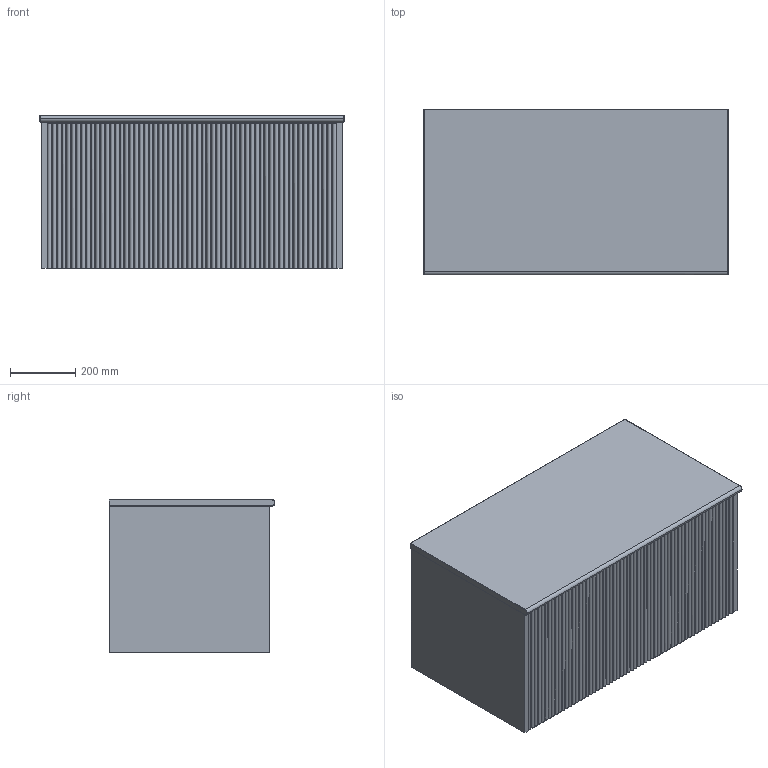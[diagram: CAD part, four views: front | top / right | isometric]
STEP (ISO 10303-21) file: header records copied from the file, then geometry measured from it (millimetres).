
FILE_DESCRIPTION(/* description */ (''),/* implementation_level */ '2;1');
FILE_NAME(/* name */ 'Kado Neue Fluted Square 900 (20MM)',/* time_stamp */ '2025-07-09T15:07:19+10:00',/* author */ (''),/* organization */ (''),/* preprocessor_version */ 'ST-DEVELOPER v16.5',/* originating_system */ '',/* authorisation */ '');
FILE_SCHEMA (('AUTOMOTIVE_DESIGN'));
Length unit declared in the file: millimetre
Products named in the file (11): Document; Kado Neue Fluted Square 900 (20MM); Kado Neue Fluted Square ALL2728; Kado Neue Fluted Square 90026; Kado Neue Fluted Panel 4432223; Kado Neue Fluted Panel 44321; Kado Neue Fluted Carcass 12001516; Kado Neue Fluted Filler2345678910111213; Kado Neue Fluted Square Benchtop (20MM) ALL25; Kado Neue Fluted Square 900 Benchtop (20MM)24; Kado Neue Fluted Square 900 Benchtop (20MM)
Assembly tree (12 placements, depth 6):
  Document
    Kado Neue Fluted Square 900 (20MM)
      Kado Neue Fluted Square ALL2728
        Kado Neue Fluted Square 90026
          Kado Neue Fluted Panel 4432223  x2
            Kado Neue Fluted Panel 44321
          Kado Neue Fluted Carcass 12001516
          Kado Neue Fluted Filler2345678910111213  x2
      Kado Neue Fluted Square Benchtop (20MM) ALL25
        Kado Neue Fluted Square 900 Benchtop (20MM)24
          Kado Neue Fluted Square 900 Benchtop (20MM)
Bounding box: 935 x 510 x 470 mm (x, y, z)
Volume: 44261696 mm3; surface area: 5605479.1 mm2
Topology: 10 solids, 10 shells, 309 faces, 853 edges, 560 vertices
Faces by surface type: cylinder 186, plane 115, bspline 8
Entity records: 5848 total; most frequent: CARTESIAN_POINT 2292, ORIENTED_EDGE 954, EDGE_CURVE 477, VERTEX_POINT 312, B_SPLINE_CURVE_WITH_KNOTS 275, DIRECTION 227, AXIS2_PLACEMENT_3D 200, ADVANCED_FACE 181
